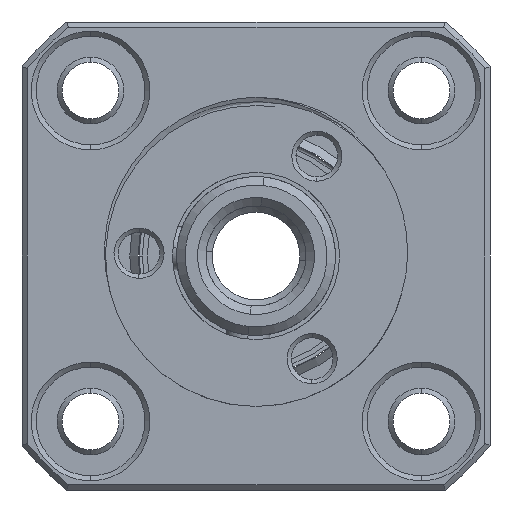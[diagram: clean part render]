
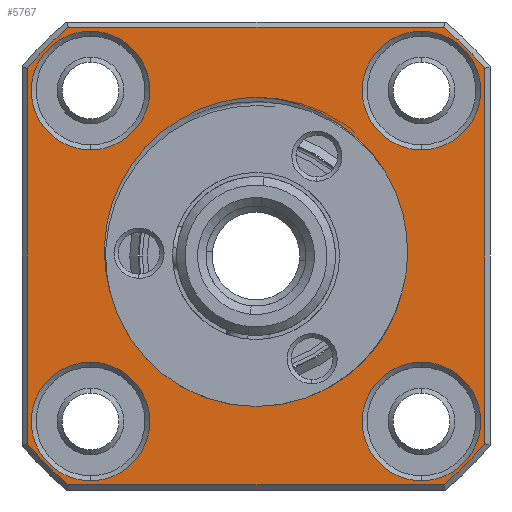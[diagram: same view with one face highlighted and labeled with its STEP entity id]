
A CAD part, left-side view. The second image highlights one B-rep face of the part: STEP entity #5767.
In plain terms, the highlighted planar face has unit normal (-1, 0, 0).
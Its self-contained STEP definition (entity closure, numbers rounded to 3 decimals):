
#3312=CARTESIAN_POINT('',(0.,-8.754,-2.091));
#3313=VERTEX_POINT('',#3312);
#3324=CARTESIAN_POINT('',(0.,0.,-9.));
#3325=VERTEX_POINT('',#3324);
#3332=CARTESIAN_POINT('',(0.,0.,0.));
#3333=DIRECTION('',(-1.,0.,0.));
#3334=DIRECTION('',(0.,0.,1.));
#3335=AXIS2_PLACEMENT_3D('',#3332,#3333,#3334);
#3336=CIRCLE('',#3335,9.);
#3337=EDGE_CURVE('',#3325,#3313,#3336,.T.);
#3488=CARTESIAN_POINT('',(-0.,8.754,-2.091));
#3489=VERTEX_POINT('',#3488);
#3500=CARTESIAN_POINT('',(0.,0.,0.));
#3501=DIRECTION('',(-1.,0.,0.));
#3502=DIRECTION('',(0.,0.,1.));
#3503=AXIS2_PLACEMENT_3D('',#3500,#3501,#3502);
#3504=CIRCLE('',#3503,9.);
#3505=EDGE_CURVE('',#3489,#3325,#3504,.T.);
#3526=CARTESIAN_POINT('',(0.,-9.899,-13.449));
#3527=VERTEX_POINT('',#3526);
#3534=CARTESIAN_POINT('',(0.,-9.899,-6.349));
#3535=VERTEX_POINT('',#3534);
#3536=CARTESIAN_POINT('',(0.,-9.899,-9.899));
#3537=DIRECTION('',(1.,0.,0.));
#3538=DIRECTION('',(0.,0.,-1.));
#3539=AXIS2_PLACEMENT_3D('',#3536,#3537,#3538);
#3540=CIRCLE('',#3539,3.55);
#3541=EDGE_CURVE('',#3535,#3527,#3540,.T.);
#3600=CARTESIAN_POINT('',(0.,-9.899,6.349));
#3601=VERTEX_POINT('',#3600);
#3608=CARTESIAN_POINT('',(0.,-9.899,13.449));
#3609=VERTEX_POINT('',#3608);
#3610=CARTESIAN_POINT('',(0.,-9.899,9.899));
#3611=DIRECTION('',(1.,0.,0.));
#3612=DIRECTION('',(0.,0.,-1.));
#3613=AXIS2_PLACEMENT_3D('',#3610,#3611,#3612);
#3614=CIRCLE('',#3613,3.55);
#3615=EDGE_CURVE('',#3609,#3601,#3614,.T.);
#3674=CARTESIAN_POINT('',(0.,9.899,6.349));
#3675=VERTEX_POINT('',#3674);
#3682=CARTESIAN_POINT('',(0.,9.899,13.449));
#3683=VERTEX_POINT('',#3682);
#3684=CARTESIAN_POINT('',(0.,9.899,9.899));
#3685=DIRECTION('',(1.,0.,0.));
#3686=DIRECTION('',(0.,0.,-1.));
#3687=AXIS2_PLACEMENT_3D('',#3684,#3685,#3686);
#3688=CIRCLE('',#3687,3.55);
#3689=EDGE_CURVE('',#3683,#3675,#3688,.T.);
#3748=CARTESIAN_POINT('',(0.,9.899,-13.449));
#3749=VERTEX_POINT('',#3748);
#3756=CARTESIAN_POINT('',(0.,9.899,-6.349));
#3757=VERTEX_POINT('',#3756);
#3758=CARTESIAN_POINT('',(0.,9.899,-9.899));
#3759=DIRECTION('',(1.,0.,0.));
#3760=DIRECTION('',(0.,0.,-1.));
#3761=AXIS2_PLACEMENT_3D('',#3758,#3759,#3760);
#3762=CIRCLE('',#3761,3.55);
#3763=EDGE_CURVE('',#3757,#3749,#3762,.T.);
#4349=CARTESIAN_POINT('',(-0.,0.,9.5));
#4350=VERTEX_POINT('',#4349);
#4420=CARTESIAN_POINT('',(-0.,0.,9.5));
#4421=CARTESIAN_POINT('',(-0.,-0.351,9.491));
#4422=CARTESIAN_POINT('',(0.,-0.7,9.462));
#4423=CARTESIAN_POINT('',(0.,-1.392,9.365));
#4424=CARTESIAN_POINT('',(-0.,-1.738,9.297));
#4425=CARTESIAN_POINT('',(-0.,-2.754,9.037));
#4426=CARTESIAN_POINT('',(-0.,-3.401,8.791));
#4427=CARTESIAN_POINT('',(-0.,-4.329,8.315));
#4428=CARTESIAN_POINT('',(-0.,-4.633,8.138));
#4429=CARTESIAN_POINT('',(-0.,-5.215,7.751));
#4430=CARTESIAN_POINT('',(-0.,-5.494,7.543));
#4431=CARTESIAN_POINT('',(-0.,-6.025,7.098));
#4432=CARTESIAN_POINT('',(-0.,-6.278,6.861));
#4433=CARTESIAN_POINT('',(-0.,-6.758,6.359));
#4434=CARTESIAN_POINT('',(-0.,-6.986,6.092));
#4435=CARTESIAN_POINT('',(-0.,-7.621,5.256));
#4436=CARTESIAN_POINT('',(0.,-7.977,4.662));
#4437=CARTESIAN_POINT('',(0.,-8.407,3.713));
#4438=CARTESIAN_POINT('',(-0.,-8.533,3.385));
#4439=CARTESIAN_POINT('',(-0.,-8.747,2.718));
#4440=CARTESIAN_POINT('',(0.,-8.833,2.381));
#4441=CARTESIAN_POINT('',(0.,-8.967,1.702));
#4442=CARTESIAN_POINT('',(0.,-9.015,1.359));
#4443=CARTESIAN_POINT('',(0.,-9.07,0.666));
#4444=CARTESIAN_POINT('',(-0.,-9.078,0.315));
#4445=CARTESIAN_POINT('',(-0.,-9.041,-0.735));
#4446=CARTESIAN_POINT('',(-0.,-8.936,-1.42));
#4447=CARTESIAN_POINT('',(-0.,-8.754,-2.091));
#4448=B_SPLINE_CURVE_WITH_KNOTS('',3,(#4420,#4421,#4422,#4423,#4424,#4425,#4426,#4427,#4428,#4429,#4430,#4431,#4432,#4433,#4434,#4435,#4436,#4437,#4438,#4439,#4440,#4441,#4442,#4443,#4444,#4445,
#4446,#4447),.UNSPECIFIED.,.F.,.F.,(4,2,2,2,2,2,2,2,2,2,2,2,2,4),(0.,0.001,0.002,0.004,0.005,0.006,0.007,0.008,0.01,0.012,0.013,0.014,0.015,0.017),.UNSPECIFIED.);
#4449=EDGE_CURVE('',#4350,#3313,#4448,.T.);
#5221=CARTESIAN_POINT('',(0.,-13.7,11.207));
#5222=VERTEX_POINT('',#5221);
#5231=CARTESIAN_POINT('',(0.,-11.207,13.7));
#5232=VERTEX_POINT('',#5231);
#5240=CARTESIAN_POINT('',(0.,0.,0.));
#5241=DIRECTION('',(-1.,0.,0.));
#5242=DIRECTION('',(0.,0.,-1.));
#5243=AXIS2_PLACEMENT_3D('',#5240,#5241,#5242);
#5244=CIRCLE('',#5243,17.7);
#5245=EDGE_CURVE('',#5222,#5232,#5244,.T.);
#5255=CARTESIAN_POINT('',(0.,11.207,13.7));
#5256=VERTEX_POINT('',#5255);
#5264=CARTESIAN_POINT('',(0.,-11.207,13.7));
#5265=DIRECTION('',(0.,1.,0.));
#5266=VECTOR('',#5265,22.414);
#5267=LINE('',#5264,#5266);
#5268=EDGE_CURVE('',#5232,#5256,#5267,.T.);
#5280=CARTESIAN_POINT('',(0.,13.7,11.207));
#5281=VERTEX_POINT('',#5280);
#5289=CARTESIAN_POINT('',(0.,0.,0.));
#5290=DIRECTION('',(-1.,0.,0.));
#5291=DIRECTION('',(0.,0.,-1.));
#5292=AXIS2_PLACEMENT_3D('',#5289,#5290,#5291);
#5293=CIRCLE('',#5292,17.7);
#5294=EDGE_CURVE('',#5256,#5281,#5293,.T.);
#5306=CARTESIAN_POINT('',(-0.,13.7,-11.207));
#5307=VERTEX_POINT('',#5306);
#5315=CARTESIAN_POINT('',(0.,13.7,11.207));
#5316=DIRECTION('',(0.,0.,-1.));
#5317=VECTOR('',#5316,22.414);
#5318=LINE('',#5315,#5317);
#5319=EDGE_CURVE('',#5281,#5307,#5318,.T.);
#5333=CARTESIAN_POINT('',(-0.,11.207,-13.7));
#5334=VERTEX_POINT('',#5333);
#5342=CARTESIAN_POINT('',(0.,0.,0.));
#5343=DIRECTION('',(-1.,-0.,0.));
#5344=DIRECTION('',(0.,-0.,-1.));
#5345=AXIS2_PLACEMENT_3D('',#5342,#5343,#5344);
#5346=CIRCLE('',#5345,17.7);
#5347=EDGE_CURVE('',#5307,#5334,#5346,.T.);
#5359=CARTESIAN_POINT('',(-0.,-11.207,-13.7));
#5360=VERTEX_POINT('',#5359);
#5368=CARTESIAN_POINT('',(0.,11.207,-13.7));
#5369=DIRECTION('',(0.,-1.,-0.));
#5370=VECTOR('',#5369,22.414);
#5371=LINE('',#5368,#5370);
#5372=EDGE_CURVE('',#5334,#5360,#5371,.T.);
#5384=CARTESIAN_POINT('',(-0.,-13.7,-11.207));
#5385=VERTEX_POINT('',#5384);
#5393=CARTESIAN_POINT('',(0.,0.,0.));
#5394=DIRECTION('',(-1.,0.,0.));
#5395=DIRECTION('',(0.,0.,-1.));
#5396=AXIS2_PLACEMENT_3D('',#5393,#5394,#5395);
#5397=CIRCLE('',#5396,17.7);
#5398=EDGE_CURVE('',#5360,#5385,#5397,.T.);
#5411=CARTESIAN_POINT('',(0.,-13.7,-11.207));
#5412=DIRECTION('',(0.,0.,1.));
#5413=VECTOR('',#5412,22.414);
#5414=LINE('',#5411,#5413);
#5415=EDGE_CURVE('',#5385,#5222,#5414,.T.);
#5482=CARTESIAN_POINT('',(0.,9.899,-9.899));
#5483=DIRECTION('',(1.,0.,0.));
#5484=DIRECTION('',(0.,0.,-1.));
#5485=AXIS2_PLACEMENT_3D('',#5482,#5483,#5484);
#5486=CIRCLE('',#5485,3.55);
#5487=EDGE_CURVE('',#3749,#3757,#5486,.T.);
#5554=CARTESIAN_POINT('',(0.,9.899,9.899));
#5555=DIRECTION('',(1.,0.,0.));
#5556=DIRECTION('',(0.,0.,-1.));
#5557=AXIS2_PLACEMENT_3D('',#5554,#5555,#5556);
#5558=CIRCLE('',#5557,3.55);
#5559=EDGE_CURVE('',#3675,#3683,#5558,.T.);
#5626=CARTESIAN_POINT('',(0.,-9.899,9.899));
#5627=DIRECTION('',(1.,0.,0.));
#5628=DIRECTION('',(0.,0.,-1.));
#5629=AXIS2_PLACEMENT_3D('',#5626,#5627,#5628);
#5630=CIRCLE('',#5629,3.55);
#5631=EDGE_CURVE('',#3601,#3609,#5630,.T.);
#5698=CARTESIAN_POINT('',(0.,-9.899,-9.899));
#5699=DIRECTION('',(1.,0.,0.));
#5700=DIRECTION('',(0.,0.,-1.));
#5701=AXIS2_PLACEMENT_3D('',#5698,#5699,#5700);
#5702=CIRCLE('',#5701,3.55);
#5703=EDGE_CURVE('',#3527,#3535,#5702,.T.);
#5708=CARTESIAN_POINT('',(0.,9.,0.));
#5709=DIRECTION('',(1.,0.,0.));
#5710=DIRECTION('',(0.,0.,-1.));
#5711=AXIS2_PLACEMENT_3D('',#5708,#5709,#5710);
#5712=PLANE('',#5711);
#5713=ORIENTED_EDGE('',*,*,#3541,.T.);
#5714=ORIENTED_EDGE('',*,*,#5703,.T.);
#5715=EDGE_LOOP('',(#5713,#5714));
#5716=FACE_BOUND('',#5715,.T.);
#5717=ORIENTED_EDGE('',*,*,#3615,.T.);
#5718=ORIENTED_EDGE('',*,*,#5631,.T.);
#5719=EDGE_LOOP('',(#5717,#5718));
#5720=FACE_BOUND('',#5719,.T.);
#5721=ORIENTED_EDGE('',*,*,#3689,.T.);
#5722=ORIENTED_EDGE('',*,*,#5559,.T.);
#5723=EDGE_LOOP('',(#5721,#5722));
#5724=FACE_BOUND('',#5723,.T.);
#5725=ORIENTED_EDGE('',*,*,#3763,.T.);
#5726=ORIENTED_EDGE('',*,*,#5487,.T.);
#5727=EDGE_LOOP('',(#5725,#5726));
#5728=FACE_BOUND('',#5727,.T.);
#5729=ORIENTED_EDGE('',*,*,#5415,.T.);
#5730=ORIENTED_EDGE('',*,*,#5245,.T.);
#5731=ORIENTED_EDGE('',*,*,#5268,.T.);
#5732=ORIENTED_EDGE('',*,*,#5294,.T.);
#5733=ORIENTED_EDGE('',*,*,#5319,.T.);
#5734=ORIENTED_EDGE('',*,*,#5347,.T.);
#5735=ORIENTED_EDGE('',*,*,#5372,.T.);
#5736=ORIENTED_EDGE('',*,*,#5398,.T.);
#5737=EDGE_LOOP('',(#5729,#5730,#5731,#5732,#5733,#5734,#5735,#5736));
#5738=FACE_BOUND('',#5737,.T.);
#5739=ORIENTED_EDGE('',*,*,#3505,.F.);
#5740=CARTESIAN_POINT('',(0.,8.754,-2.091));
#5741=CARTESIAN_POINT('',(0.,8.845,-1.756));
#5742=CARTESIAN_POINT('',(-0.,8.917,-1.416));
#5743=CARTESIAN_POINT('',(-0.,9.022,-0.723));
#5744=CARTESIAN_POINT('',(-0.,9.054,-0.373));
#5745=CARTESIAN_POINT('',(-0.,9.09,0.668));
#5746=CARTESIAN_POINT('',(0.,9.035,1.359));
#5747=CARTESIAN_POINT('',(0.,8.763,2.736));
#5748=CARTESIAN_POINT('',(-0.,8.549,3.399));
#5749=CARTESIAN_POINT('',(-0.,7.976,4.663));
#5750=CARTESIAN_POINT('',(0.,7.611,5.271));
#5751=CARTESIAN_POINT('',(0.,6.769,6.375));
#5752=CARTESIAN_POINT('',(0.,6.289,6.878));
#5753=CARTESIAN_POINT('',(0.,5.212,7.778));
#5754=CARTESIAN_POINT('',(0.,4.633,8.16));
#5755=CARTESIAN_POINT('',(0.,3.397,8.793));
#5756=CARTESIAN_POINT('',(-0.,2.734,9.043));
#5757=CARTESIAN_POINT('',(-0.,1.389,9.385));
#5758=CARTESIAN_POINT('',(-0.,0.702,9.482));
#5759=CARTESIAN_POINT('',(-0.,0.,9.5));
#5760=B_SPLINE_CURVE_WITH_KNOTS('',3,(#5740,#5741,#5742,#5743,#5744,#5745,#5746,#5747,#5748,#5749,#5750,#5751,#5752,#5753,#5754,#5755,#5756,#5757,#5758,#5759),.UNSPECIFIED.,.F.,.F.,(4,2,2,2,2,2,2,2,2,4),(0.007,0.008,0.009,0.011,0.013,0.015,0.017,0.019,0.021,0.023),.UNSPECIFIED.);
#5761=EDGE_CURVE('',#3489,#4350,#5760,.T.);
#5762=ORIENTED_EDGE('',*,*,#5761,.T.);
#5763=ORIENTED_EDGE('',*,*,#4449,.T.);
#5764=ORIENTED_EDGE('',*,*,#3337,.F.);
#5765=EDGE_LOOP('',(#5739,#5762,#5763,#5764));
#5766=FACE_BOUND('',#5765,.T.);
#5767=ADVANCED_FACE('NONE',(#5716,#5720,#5724,#5728,#5738,#5766),#5712,.F.);
